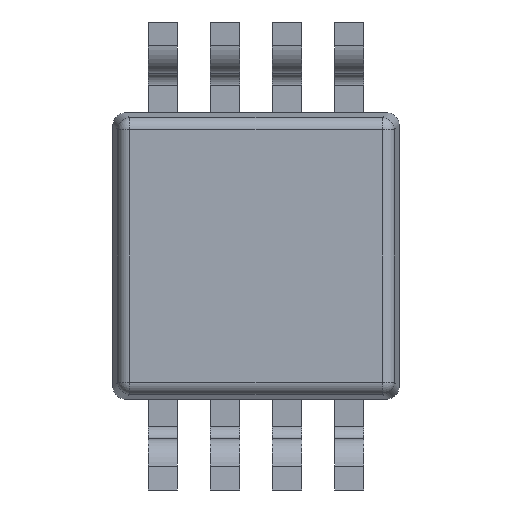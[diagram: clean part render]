
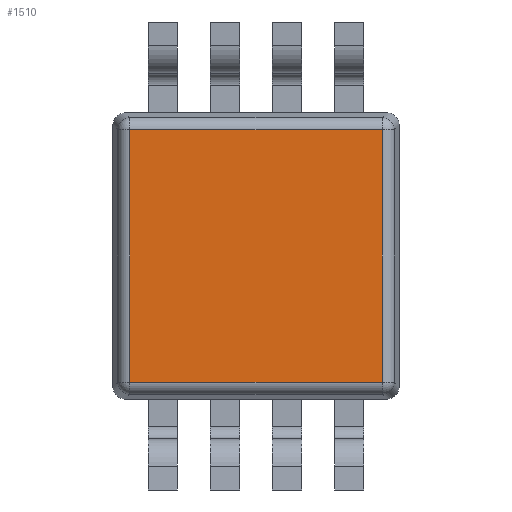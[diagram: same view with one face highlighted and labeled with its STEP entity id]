
A CAD part, front view. The second image highlights one B-rep face of the part: STEP entity #1510.
In plain terms, the highlighted planar face has unit normal (0, -1, 0).
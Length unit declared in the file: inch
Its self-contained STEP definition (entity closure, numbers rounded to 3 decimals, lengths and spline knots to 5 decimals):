
#664=DIRECTION('',(0.,0.,-1.));
#665=VECTOR('',#664,0.10416);
#666=CARTESIAN_POINT('',(-0.05208,-0.0205,0.05208));
#667=LINE('',#666,#665);
#678=DIRECTION('',(0.,0.,1.));
#679=VECTOR('',#678,0.10416);
#680=CARTESIAN_POINT('',(0.05208,-0.0205,-0.05208));
#681=LINE('',#680,#679);
#716=DIRECTION('',(-1.,0.,0.));
#717=VECTOR('',#716,0.10416);
#718=CARTESIAN_POINT('',(0.05208,-0.0205,0.05208));
#719=LINE('',#718,#717);
#768=DIRECTION('',(1.,0.,0.));
#769=VECTOR('',#768,0.10416);
#770=CARTESIAN_POINT('',(-0.05208,-0.0205,-0.05208));
#771=LINE('',#770,#769);
#888=CARTESIAN_POINT('',(0.05208,-0.0205,-0.05208));
#889=CARTESIAN_POINT('',(0.05208,-0.0205,0.05208));
#890=VERTEX_POINT('',#888);
#891=VERTEX_POINT('',#889);
#946=CARTESIAN_POINT('',(-0.05208,-0.0205,-0.05208));
#947=VERTEX_POINT('',#946);
#968=CARTESIAN_POINT('',(-0.05208,-0.0205,0.05208));
#969=VERTEX_POINT('',#968);
#1496=CARTESIAN_POINT('',(0.,-0.0205,0.));
#1497=DIRECTION('',(0.,-1.,0.));
#1498=DIRECTION('',(-1.,0.,0.));
#1499=AXIS2_PLACEMENT_3D('',#1496,#1497,#1498);
#1500=PLANE('',#1499);
#1502=ORIENTED_EDGE('',*,*,#1501,.F.);
#1504=ORIENTED_EDGE('',*,*,#1503,.F.);
#1505=ORIENTED_EDGE('',*,*,#1487,.F.);
#1507=ORIENTED_EDGE('',*,*,#1506,.F.);
#1508=EDGE_LOOP('',(#1502,#1504,#1505,#1507));
#1509=FACE_OUTER_BOUND('',#1508,.F.);
#1510=ADVANCED_FACE('',(#1509),#1500,.T.);
#1487=EDGE_CURVE('',#969,#947,#667,.T.);
#1501=EDGE_CURVE('',#890,#891,#681,.T.);
#1503=EDGE_CURVE('',#947,#890,#771,.T.);
#1506=EDGE_CURVE('',#891,#969,#719,.T.);
